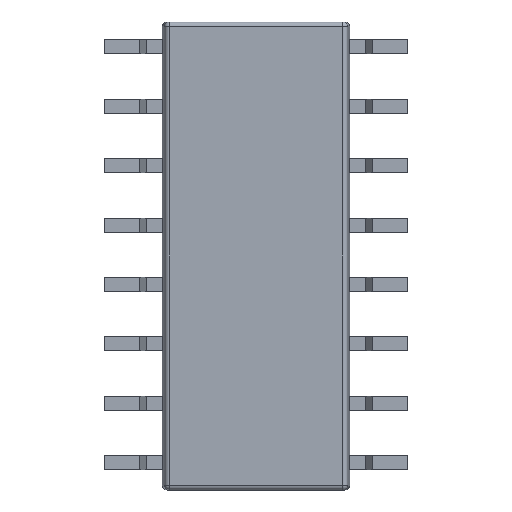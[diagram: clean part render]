
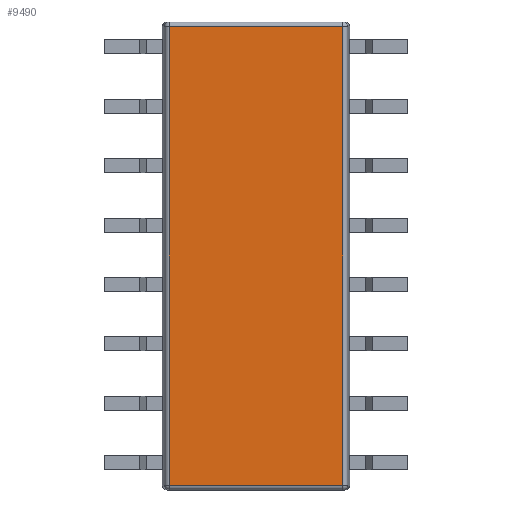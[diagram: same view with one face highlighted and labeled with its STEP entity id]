
A CAD part, front view. The second image highlights one B-rep face of the part: STEP entity #9490.
In plain terms, the highlighted planar face has unit normal (0, -1, 0).
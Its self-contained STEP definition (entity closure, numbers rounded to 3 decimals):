
#2796 = DIRECTION ( 'NONE',  ( 1., 0., 0. ) ) ;
#3496 = CARTESIAN_POINT ( 'NONE',  ( 0.093, 0., -9.9 ) ) ;
#3629 = CARTESIAN_POINT ( 'NONE',  ( 3.807, 0., -0.1 ) ) ;
#3666 = CARTESIAN_POINT ( 'NONE',  ( 3.807, 0., -9.9 ) ) ;
#3754 = LINE ( 'NONE', #3757, #3784 ) ;
#3757 = CARTESIAN_POINT ( 'NONE',  ( 0.093, 0., -10. ) ) ;
#3768 = LINE ( 'NONE', #3785, #3782 ) ;
#3774 = DIRECTION ( 'NONE',  ( -1., 0., 0. ) ) ;
#3775 = VECTOR ( 'NONE', #3774, 1000. ) ;
#3776 = CARTESIAN_POINT ( 'NONE',  ( 0., 0., -0.1 ) ) ;
#3777 = LINE ( 'NONE', #3776, #3775 ) ;
#3782 = VECTOR ( 'NONE', #2796, 1000. ) ;
#3783 = DIRECTION ( 'NONE',  ( 0., 0., -1. ) ) ;
#3784 = VECTOR ( 'NONE', #3783, 1000. ) ;
#3785 = CARTESIAN_POINT ( 'NONE',  ( 0., 0., -9.9 ) ) ;
#3815 = DIRECTION ( 'NONE',  ( 0., 0., -1. ) ) ;
#3816 = DIRECTION ( 'NONE',  ( 0., -1., 0. ) ) ;
#3817 = CARTESIAN_POINT ( 'NONE',  ( 0., 0., -10. ) ) ;
#3818 = AXIS2_PLACEMENT_3D ( 'NONE', #3817, #3816, #3815 ) ;
#3820 = CARTESIAN_POINT ( 'NONE',  ( 0.093, 0., -0.1 ) ) ;
#3821 = PLANE ( 'NONE',  #3818 ) ;
#3824 = FACE_OUTER_BOUND ( 'NONE', #9463, .T. ) ;
#4069 = DIRECTION ( 'NONE',  ( 0., 0., 1. ) ) ;
#4070 = VECTOR ( 'NONE', #4069, 1000. ) ;
#4071 = CARTESIAN_POINT ( 'NONE',  ( 3.807, 0., -10. ) ) ;
#4077 = LINE ( 'NONE', #4071, #4070 ) ;
#9401 = VERTEX_POINT ( 'NONE', #3629 ) ;
#9440 = VERTEX_POINT ( 'NONE', #3666 ) ;
#9458 = ORIENTED_EDGE ( 'NONE', *, *, #9480, .T. ) ;
#9462 = ORIENTED_EDGE ( 'NONE', *, *, #9533, .T. ) ;
#9463 = EDGE_LOOP ( 'NONE', ( #9458, #9488, #9487, #9462 ) ) ;
#9477 = EDGE_CURVE ( 'NONE', #9499, #9482, #3754, .T. ) ;
#9480 = EDGE_CURVE ( 'NONE', #9401, #9499, #3777, .T. ) ;
#9482 = VERTEX_POINT ( 'NONE', #3496 ) ;
#9484 = EDGE_CURVE ( 'NONE', #9482, #9440, #3768, .T. ) ;
#9487 = ORIENTED_EDGE ( 'NONE', *, *, #9484, .T. ) ;
#9488 = ORIENTED_EDGE ( 'NONE', *, *, #9477, .T. ) ;
#9490 = ADVANCED_FACE ( 'NONE', ( #3824 ), #3821, .T. ) ;
#9499 = VERTEX_POINT ( 'NONE', #3820 ) ;
#9533 = EDGE_CURVE ( 'NONE', #9440, #9401, #4077, .T. ) ;
